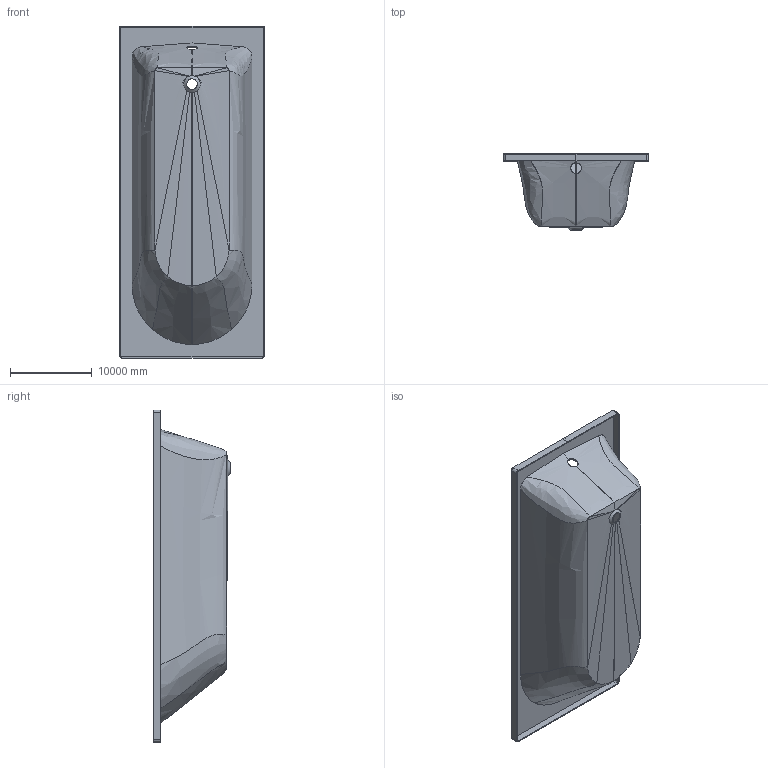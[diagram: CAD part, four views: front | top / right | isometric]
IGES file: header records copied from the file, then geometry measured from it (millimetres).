
Global section: file name: BSA-1604H WC; native system: AutoCAD 2016 - English; preprocessor: Autodesk Translation Framework DWG producer (atf_dwg_producer); organization: unknown; date: 20170428.094939; units: inch
Bounding box: 17780 x 9398 x 40640 mm (x, y, z)
Volume: 184804201674.6 mm3; surface area: 2670269954.2 mm2
Topology: 2 solids, 2 shells, 98 faces, 266 edges, 170 vertices
Faces by surface type: bspline 98
